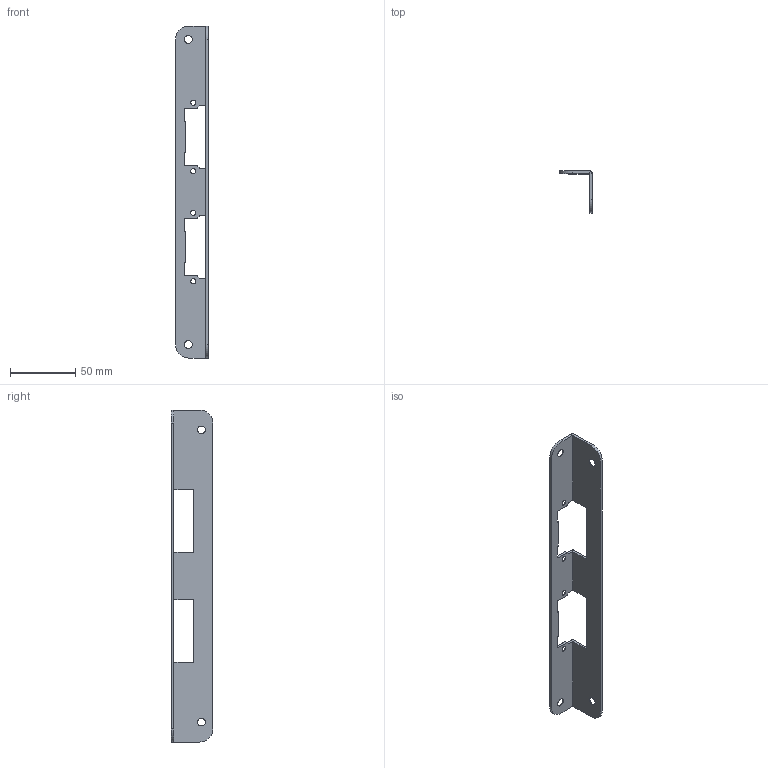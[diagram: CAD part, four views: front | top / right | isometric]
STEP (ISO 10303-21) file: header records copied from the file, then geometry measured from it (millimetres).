
FILE_DESCRIPTION (( 'STEP AP203' ), '1' );
FILE_NAME ('D001575809-001.STEP', '2025-06-30T06:32:59', ( '' ), ( '' ), 'SwSTEP 2.0', 'SolidWorks 2024', '' );
FILE_SCHEMA (( 'CONFIG_CONTROL_DESIGN' ));
Length unit declared in the file: millimetre
Products named in the file (1): D001575809-001
Bounding box: 25 x 32 x 254 mm (x, y, z)
Volume: 20804 mm3; surface area: 23108.4 mm2
Topology: 1 solids, 1 shells, 86 faces, 256 edges, 168 vertices
Faces by surface type: plane 36, cylinder 34, cone 16
Entity records: 3033 total; most frequent: DIRECTION 530, ORIENTED_EDGE 512, CARTESIAN_POINT 511, EDGE_CURVE 256, AXIS2_PLACEMENT_3D 187, VERTEX_POINT 168, LINE 156, VECTOR 156
